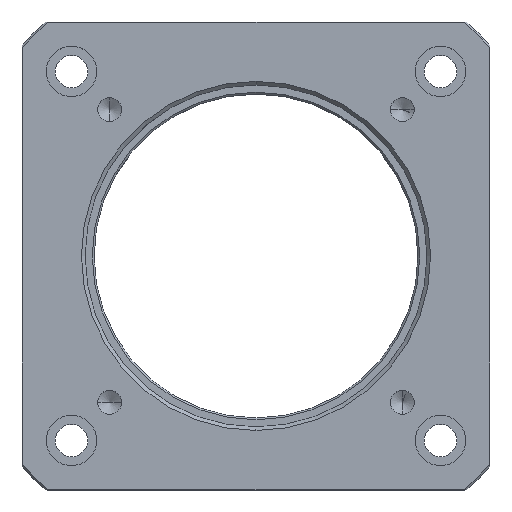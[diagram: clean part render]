
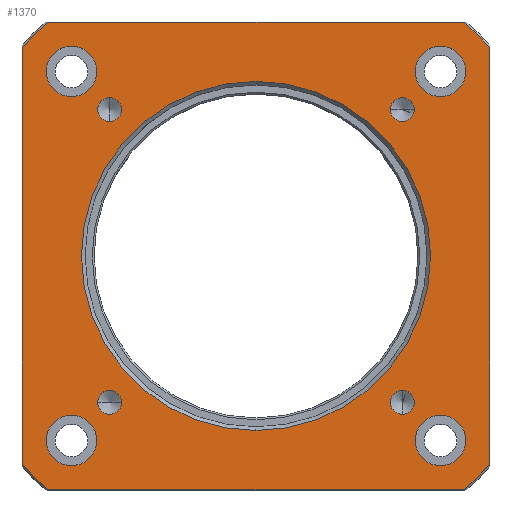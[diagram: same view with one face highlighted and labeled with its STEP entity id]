
A CAD part, top view. The second image highlights one B-rep face of the part: STEP entity #1370.
In plain terms, the highlighted planar face has unit normal (0, 0, 1).
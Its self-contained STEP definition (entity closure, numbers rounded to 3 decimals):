
#141=CARTESIAN_POINT('Axis2P3D Location',(40.659,40.659,0.)) ;
#145=CARTESIAN_POINT('Vertex',(43.982,40.659,0.)) ;
#147=CARTESIAN_POINT('Vertex',(37.335,40.659,0.)) ;
#176=CARTESIAN_POINT('Axis2P3D Location',(40.659,40.659,0.)) ;
#198=CARTESIAN_POINT('Axis2P3D Location',(0.,0.,0.)) ;
#202=CARTESIAN_POINT('Vertex',(0.,48.5,0.)) ;
#204=CARTESIAN_POINT('Vertex',(0.,-48.5,0.)) ;
#233=CARTESIAN_POINT('Axis2P3D Location',(0.,0.,0.)) ;
#255=CARTESIAN_POINT('Axis2P3D Location',(-40.659,40.659,0.)) ;
#259=CARTESIAN_POINT('Vertex',(-40.659,43.982,0.)) ;
#261=CARTESIAN_POINT('Vertex',(-40.659,37.335,0.)) ;
#290=CARTESIAN_POINT('Axis2P3D Location',(-40.659,40.659,0.)) ;
#312=CARTESIAN_POINT('Axis2P3D Location',(-40.659,-40.659,0.)) ;
#316=CARTESIAN_POINT('Vertex',(-43.982,-40.659,0.)) ;
#318=CARTESIAN_POINT('Vertex',(-37.335,-40.659,0.)) ;
#347=CARTESIAN_POINT('Axis2P3D Location',(-40.659,-40.659,0.)) ;
#369=CARTESIAN_POINT('Axis2P3D Location',(40.659,-40.659,0.)) ;
#373=CARTESIAN_POINT('Vertex',(40.659,-43.982,0.)) ;
#375=CARTESIAN_POINT('Vertex',(40.659,-37.335,0.)) ;
#404=CARTESIAN_POINT('Axis2P3D Location',(40.659,-40.659,0.)) ;
#856=CARTESIAN_POINT('Axis2P3D Location',(51.265,51.265,0.)) ;
#860=CARTESIAN_POINT('Vertex',(58.265,51.265,0.)) ;
#862=CARTESIAN_POINT('Vertex',(44.265,51.265,0.)) ;
#882=CARTESIAN_POINT('Axis2P3D Location',(51.265,51.265,0.)) ;
#936=CARTESIAN_POINT('Axis2P3D Location',(-51.265,51.265,0.)) ;
#940=CARTESIAN_POINT('Vertex',(-51.265,44.265,0.)) ;
#942=CARTESIAN_POINT('Vertex',(-51.265,58.265,0.)) ;
#962=CARTESIAN_POINT('Axis2P3D Location',(-51.265,51.265,0.)) ;
#1059=CARTESIAN_POINT('Axis2P3D Location',(-51.265,-51.265,0.)) ;
#1063=CARTESIAN_POINT('Vertex',(-44.265,-51.265,0.)) ;
#1065=CARTESIAN_POINT('Vertex',(-58.265,-51.265,0.)) ;
#1085=CARTESIAN_POINT('Axis2P3D Location',(-51.265,-51.265,0.)) ;
#1182=CARTESIAN_POINT('Axis2P3D Location',(51.265,-51.265,0.)) ;
#1186=CARTESIAN_POINT('Vertex',(51.265,-44.265,0.)) ;
#1188=CARTESIAN_POINT('Vertex',(51.265,-58.265,0.)) ;
#1208=CARTESIAN_POINT('Axis2P3D Location',(51.265,-51.265,0.)) ;
#1263=CARTESIAN_POINT('Axis2P3D Location',(0.,48.5,0.)) ;
#1268=CARTESIAN_POINT('Axis2P3D Location',(0.,0.,0.)) ;
#1272=CARTESIAN_POINT('Vertex',(-57.827,-65.,0.)) ;
#1274=CARTESIAN_POINT('Vertex',(-65.,-57.827,0.)) ;
#1277=CARTESIAN_POINT('Line Origine',(0.,-65.,0.)) ;
#1281=CARTESIAN_POINT('Vertex',(57.827,-65.,0.)) ;
#1284=CARTESIAN_POINT('Axis2P3D Location',(0.,0.,0.)) ;
#1288=CARTESIAN_POINT('Vertex',(65.,-57.827,0.)) ;
#1291=CARTESIAN_POINT('Line Origine',(65.,0.,0.)) ;
#1295=CARTESIAN_POINT('Vertex',(65.,57.827,0.)) ;
#1298=CARTESIAN_POINT('Axis2P3D Location',(0.,0.,0.)) ;
#1302=CARTESIAN_POINT('Vertex',(57.827,65.,0.)) ;
#1305=CARTESIAN_POINT('Line Origine',(0.,65.,0.)) ;
#1309=CARTESIAN_POINT('Vertex',(-57.827,65.,0.)) ;
#1312=CARTESIAN_POINT('Axis2P3D Location',(0.,0.,0.)) ;
#1316=CARTESIAN_POINT('Vertex',(-65.,57.827,0.)) ;
#1319=CARTESIAN_POINT('Line Origine',(-65.,0.,0.)) ;
#142=DIRECTION('Axis2P3D Direction',(0.,0.,-1.)) ;
#177=DIRECTION('Axis2P3D Direction',(0.,0.,-1.)) ;
#199=DIRECTION('Axis2P3D Direction',(-0.,0.,1.)) ;
#234=DIRECTION('Axis2P3D Direction',(-0.,0.,1.)) ;
#256=DIRECTION('Axis2P3D Direction',(0.,0.,-1.)) ;
#291=DIRECTION('Axis2P3D Direction',(0.,0.,-1.)) ;
#313=DIRECTION('Axis2P3D Direction',(0.,0.,-1.)) ;
#348=DIRECTION('Axis2P3D Direction',(0.,0.,-1.)) ;
#370=DIRECTION('Axis2P3D Direction',(-0.,0.,-1.)) ;
#405=DIRECTION('Axis2P3D Direction',(-0.,0.,-1.)) ;
#857=DIRECTION('Axis2P3D Direction',(0.,0.,-1.)) ;
#883=DIRECTION('Axis2P3D Direction',(0.,0.,-1.)) ;
#937=DIRECTION('Axis2P3D Direction',(0.,0.,-1.)) ;
#963=DIRECTION('Axis2P3D Direction',(0.,0.,-1.)) ;
#1060=DIRECTION('Axis2P3D Direction',(0.,0.,-1.)) ;
#1086=DIRECTION('Axis2P3D Direction',(0.,0.,-1.)) ;
#1183=DIRECTION('Axis2P3D Direction',(-0.,0.,-1.)) ;
#1209=DIRECTION('Axis2P3D Direction',(-0.,0.,-1.)) ;
#1264=DIRECTION('Axis2P3D Direction',(0.,0.,-1.)) ;
#1265=DIRECTION('Axis2P3D XDirection',(1.,0.,0.)) ;
#1269=DIRECTION('Axis2P3D Direction',(0.,0.,-1.)) ;
#1278=DIRECTION('Vector Direction',(-1.,0.,0.)) ;
#1285=DIRECTION('Axis2P3D Direction',(0.,0.,-1.)) ;
#1292=DIRECTION('Vector Direction',(0.,-1.,0.)) ;
#1299=DIRECTION('Axis2P3D Direction',(0.,0.,-1.)) ;
#1306=DIRECTION('Vector Direction',(1.,0.,0.)) ;
#1313=DIRECTION('Axis2P3D Direction',(0.,0.,-1.)) ;
#1320=DIRECTION('Vector Direction',(0.,1.,0.)) ;
#143=AXIS2_PLACEMENT_3D('Circle Axis2P3D',#141,#142,$) ;
#178=AXIS2_PLACEMENT_3D('Circle Axis2P3D',#176,#177,$) ;
#200=AXIS2_PLACEMENT_3D('Circle Axis2P3D',#198,#199,$) ;
#235=AXIS2_PLACEMENT_3D('Circle Axis2P3D',#233,#234,$) ;
#257=AXIS2_PLACEMENT_3D('Circle Axis2P3D',#255,#256,$) ;
#292=AXIS2_PLACEMENT_3D('Circle Axis2P3D',#290,#291,$) ;
#314=AXIS2_PLACEMENT_3D('Circle Axis2P3D',#312,#313,$) ;
#349=AXIS2_PLACEMENT_3D('Circle Axis2P3D',#347,#348,$) ;
#371=AXIS2_PLACEMENT_3D('Circle Axis2P3D',#369,#370,$) ;
#406=AXIS2_PLACEMENT_3D('Circle Axis2P3D',#404,#405,$) ;
#858=AXIS2_PLACEMENT_3D('Circle Axis2P3D',#856,#857,$) ;
#884=AXIS2_PLACEMENT_3D('Circle Axis2P3D',#882,#883,$) ;
#938=AXIS2_PLACEMENT_3D('Circle Axis2P3D',#936,#937,$) ;
#964=AXIS2_PLACEMENT_3D('Circle Axis2P3D',#962,#963,$) ;
#1061=AXIS2_PLACEMENT_3D('Circle Axis2P3D',#1059,#1060,$) ;
#1087=AXIS2_PLACEMENT_3D('Circle Axis2P3D',#1085,#1086,$) ;
#1184=AXIS2_PLACEMENT_3D('Circle Axis2P3D',#1182,#1183,$) ;
#1210=AXIS2_PLACEMENT_3D('Circle Axis2P3D',#1208,#1209,$) ;
#1266=AXIS2_PLACEMENT_3D('Plane Axis2P3D',#1263,#1264,#1265) ;
#1270=AXIS2_PLACEMENT_3D('Circle Axis2P3D',#1268,#1269,$) ;
#1286=AXIS2_PLACEMENT_3D('Circle Axis2P3D',#1284,#1285,$) ;
#1300=AXIS2_PLACEMENT_3D('Circle Axis2P3D',#1298,#1299,$) ;
#1314=AXIS2_PLACEMENT_3D('Circle Axis2P3D',#1312,#1313,$) ;
#1325=ORIENTED_EDGE('',*,*,#1276,.F.) ;
#1326=ORIENTED_EDGE('',*,*,#1283,.T.) ;
#1327=ORIENTED_EDGE('',*,*,#1290,.F.) ;
#1328=ORIENTED_EDGE('',*,*,#1297,.T.) ;
#1329=ORIENTED_EDGE('',*,*,#1304,.F.) ;
#1330=ORIENTED_EDGE('',*,*,#1311,.T.) ;
#1331=ORIENTED_EDGE('',*,*,#1318,.F.) ;
#1332=ORIENTED_EDGE('',*,*,#1323,.T.) ;
#1335=ORIENTED_EDGE('',*,*,#886,.T.) ;
#1336=ORIENTED_EDGE('',*,*,#864,.T.) ;
#1339=ORIENTED_EDGE('',*,*,#180,.T.) ;
#1340=ORIENTED_EDGE('',*,*,#149,.T.) ;
#1343=ORIENTED_EDGE('',*,*,#237,.T.) ;
#1344=ORIENTED_EDGE('',*,*,#206,.T.) ;
#1347=ORIENTED_EDGE('',*,*,#294,.T.) ;
#1348=ORIENTED_EDGE('',*,*,#263,.T.) ;
#1351=ORIENTED_EDGE('',*,*,#351,.T.) ;
#1352=ORIENTED_EDGE('',*,*,#320,.T.) ;
#1355=ORIENTED_EDGE('',*,*,#408,.T.) ;
#1356=ORIENTED_EDGE('',*,*,#377,.T.) ;
#1359=ORIENTED_EDGE('',*,*,#944,.T.) ;
#1360=ORIENTED_EDGE('',*,*,#966,.T.) ;
#1363=ORIENTED_EDGE('',*,*,#1067,.T.) ;
#1364=ORIENTED_EDGE('',*,*,#1089,.T.) ;
#1367=ORIENTED_EDGE('',*,*,#1190,.T.) ;
#1368=ORIENTED_EDGE('',*,*,#1212,.T.) ;
#1337=FACE_BOUND('',#1334,.T.) ;
#1341=FACE_BOUND('',#1338,.T.) ;
#1345=FACE_BOUND('',#1342,.T.) ;
#1349=FACE_BOUND('',#1346,.T.) ;
#1353=FACE_BOUND('',#1350,.T.) ;
#1357=FACE_BOUND('',#1354,.T.) ;
#1361=FACE_BOUND('',#1358,.T.) ;
#1365=FACE_BOUND('',#1362,.T.) ;
#1369=FACE_BOUND('',#1366,.T.) ;
#1279=VECTOR('Line Direction',#1278,1.) ;
#1293=VECTOR('Line Direction',#1292,1.) ;
#1307=VECTOR('Line Direction',#1306,1.) ;
#1321=VECTOR('Line Direction',#1320,1.) ;
#1370=ADVANCED_FACE('Corps principal',(#1333,#1337,#1341,#1345,#1349,#1353,#1357,#1361,#1365,#1369),#1267,.F.) ;
#144=CIRCLE('generated circle',#143,3.324) ;
#179=CIRCLE('generated circle',#178,3.324) ;
#201=CIRCLE('generated circle',#200,48.5) ;
#236=CIRCLE('generated circle',#235,48.5) ;
#258=CIRCLE('generated circle',#257,3.324) ;
#293=CIRCLE('generated circle',#292,3.324) ;
#315=CIRCLE('generated circle',#314,3.324) ;
#350=CIRCLE('generated circle',#349,3.324) ;
#372=CIRCLE('generated circle',#371,3.324) ;
#407=CIRCLE('generated circle',#406,3.324) ;
#859=CIRCLE('generated circle',#858,7.) ;
#885=CIRCLE('generated circle',#884,7.) ;
#939=CIRCLE('generated circle',#938,7.) ;
#965=CIRCLE('generated circle',#964,7.) ;
#1062=CIRCLE('generated circle',#1061,7.) ;
#1088=CIRCLE('generated circle',#1087,7.) ;
#1185=CIRCLE('generated circle',#1184,7.) ;
#1211=CIRCLE('generated circle',#1210,7.) ;
#1271=CIRCLE('generated circle',#1270,87.) ;
#1287=CIRCLE('generated circle',#1286,87.) ;
#1301=CIRCLE('generated circle',#1300,87.) ;
#1315=CIRCLE('generated circle',#1314,87.) ;
#149=EDGE_CURVE('',#146,#148,#144,.T.) ;
#180=EDGE_CURVE('',#148,#146,#179,.T.) ;
#206=EDGE_CURVE('',#203,#205,#201,.F.) ;
#237=EDGE_CURVE('',#205,#203,#236,.F.) ;
#263=EDGE_CURVE('',#260,#262,#258,.T.) ;
#294=EDGE_CURVE('',#262,#260,#293,.T.) ;
#320=EDGE_CURVE('',#317,#319,#315,.T.) ;
#351=EDGE_CURVE('',#319,#317,#350,.T.) ;
#377=EDGE_CURVE('',#374,#376,#372,.T.) ;
#408=EDGE_CURVE('',#376,#374,#407,.T.) ;
#864=EDGE_CURVE('',#861,#863,#859,.T.) ;
#886=EDGE_CURVE('',#863,#861,#885,.T.) ;
#944=EDGE_CURVE('',#941,#943,#939,.T.) ;
#966=EDGE_CURVE('',#943,#941,#965,.T.) ;
#1067=EDGE_CURVE('',#1064,#1066,#1062,.T.) ;
#1089=EDGE_CURVE('',#1066,#1064,#1088,.T.) ;
#1190=EDGE_CURVE('',#1187,#1189,#1185,.T.) ;
#1212=EDGE_CURVE('',#1189,#1187,#1211,.T.) ;
#1276=EDGE_CURVE('',#1273,#1275,#1271,.T.) ;
#1283=EDGE_CURVE('',#1273,#1282,#1280,.F.) ;
#1290=EDGE_CURVE('',#1289,#1282,#1287,.T.) ;
#1297=EDGE_CURVE('',#1289,#1296,#1294,.F.) ;
#1304=EDGE_CURVE('',#1303,#1296,#1301,.T.) ;
#1311=EDGE_CURVE('',#1303,#1310,#1308,.F.) ;
#1318=EDGE_CURVE('',#1317,#1310,#1315,.T.) ;
#1323=EDGE_CURVE('',#1317,#1275,#1322,.F.) ;
#1324=EDGE_LOOP('',(#1325,#1326,#1327,#1328,#1329,#1330,#1331,#1332)) ;
#1334=EDGE_LOOP('',(#1335,#1336)) ;
#1338=EDGE_LOOP('',(#1339,#1340)) ;
#1342=EDGE_LOOP('',(#1343,#1344)) ;
#1346=EDGE_LOOP('',(#1347,#1348)) ;
#1350=EDGE_LOOP('',(#1351,#1352)) ;
#1354=EDGE_LOOP('',(#1355,#1356)) ;
#1358=EDGE_LOOP('',(#1359,#1360)) ;
#1362=EDGE_LOOP('',(#1363,#1364)) ;
#1366=EDGE_LOOP('',(#1367,#1368)) ;
#1333=FACE_OUTER_BOUND('',#1324,.T.) ;
#1280=LINE('Line',#1277,#1279) ;
#1294=LINE('Line',#1291,#1293) ;
#1308=LINE('Line',#1305,#1307) ;
#1322=LINE('Line',#1319,#1321) ;
#1267=PLANE('',#1266) ;
#146=VERTEX_POINT('',#145) ;
#148=VERTEX_POINT('',#147) ;
#203=VERTEX_POINT('',#202) ;
#205=VERTEX_POINT('',#204) ;
#260=VERTEX_POINT('',#259) ;
#262=VERTEX_POINT('',#261) ;
#317=VERTEX_POINT('',#316) ;
#319=VERTEX_POINT('',#318) ;
#374=VERTEX_POINT('',#373) ;
#376=VERTEX_POINT('',#375) ;
#861=VERTEX_POINT('',#860) ;
#863=VERTEX_POINT('',#862) ;
#941=VERTEX_POINT('',#940) ;
#943=VERTEX_POINT('',#942) ;
#1064=VERTEX_POINT('',#1063) ;
#1066=VERTEX_POINT('',#1065) ;
#1187=VERTEX_POINT('',#1186) ;
#1189=VERTEX_POINT('',#1188) ;
#1273=VERTEX_POINT('',#1272) ;
#1275=VERTEX_POINT('',#1274) ;
#1282=VERTEX_POINT('',#1281) ;
#1289=VERTEX_POINT('',#1288) ;
#1296=VERTEX_POINT('',#1295) ;
#1303=VERTEX_POINT('',#1302) ;
#1310=VERTEX_POINT('',#1309) ;
#1317=VERTEX_POINT('',#1316) ;
